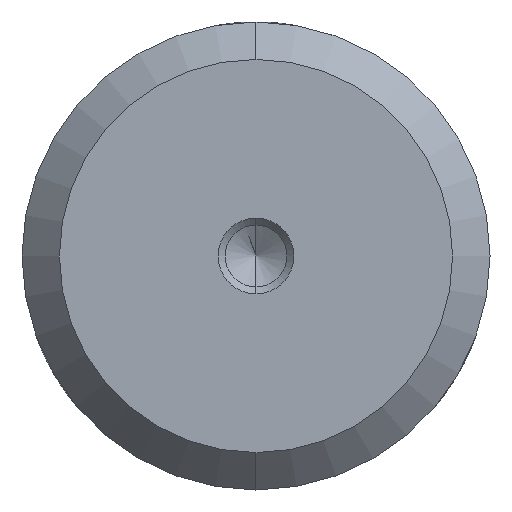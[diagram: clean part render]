
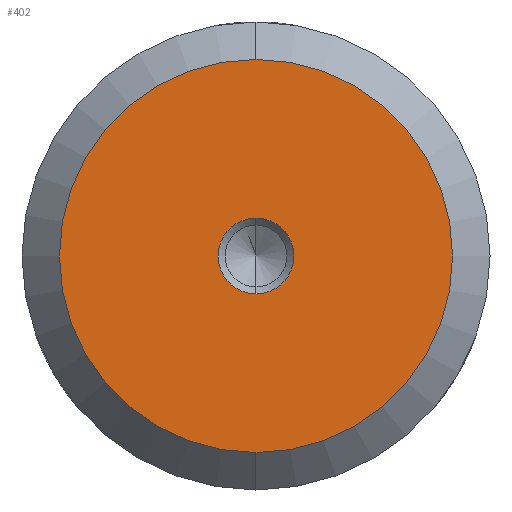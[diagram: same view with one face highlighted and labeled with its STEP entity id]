
A CAD part, front view. The second image highlights one B-rep face of the part: STEP entity #402.
In plain terms, the highlighted planar face has unit normal (0, -1, 0).
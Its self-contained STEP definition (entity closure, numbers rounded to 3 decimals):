
#134 = FACE_OUTER_BOUND ( 'NONE', #834, .T. ) ;
#138 = DIRECTION ( 'NONE',  ( 0., 0., -1. ) ) ;
#155 = DIRECTION ( 'NONE',  ( 0., -1., 0. ) ) ;
#277 = PLANE ( 'NONE',  #956 ) ;
#341 = CIRCLE ( 'NONE', #1605, 2.025 ) ;
#402 = ADVANCED_FACE ( 'NONE', ( #2170, #134 ), #277, .T. ) ;
#407 = ORIENTED_EDGE ( 'NONE', *, *, #1232, .F. ) ;
#476 = DIRECTION ( 'NONE',  ( 0., -1., 0. ) ) ;
#537 = DIRECTION ( 'NONE',  ( 0., -1., 0. ) ) ;
#540 = ORIENTED_EDGE ( 'NONE', *, *, #1301, .T. ) ;
#572 = CARTESIAN_POINT ( 'NONE',  ( 0., 0., 0. ) ) ;
#605 = CIRCLE ( 'NONE', #821, 10.5 ) ;
#666 = DIRECTION ( 'NONE',  ( 0., -1., 0. ) ) ;
#737 = DIRECTION ( 'NONE',  ( 0., 0., -1. ) ) ;
#813 = AXIS2_PLACEMENT_3D ( 'NONE', #1537, #476, #138 ) ;
#821 = AXIS2_PLACEMENT_3D ( 'NONE', #572, #1221, #1581 ) ;
#832 = DIRECTION ( 'NONE',  ( 0., 0., -1. ) ) ;
#834 = EDGE_LOOP ( 'NONE', ( #540, #1047 ) ) ;
#863 = ORIENTED_EDGE ( 'NONE', *, *, #1870, .F. ) ;
#919 = CIRCLE ( 'NONE', #1210, 10.5 ) ;
#956 = AXIS2_PLACEMENT_3D ( 'NONE', #1483, #155, #2014 ) ;
#1047 = ORIENTED_EDGE ( 'NONE', *, *, #1985, .T. ) ;
#1080 = EDGE_LOOP ( 'NONE', ( #863, #407 ) ) ;
#1130 = CARTESIAN_POINT ( 'NONE',  ( 0., 0., -2.025 ) ) ;
#1182 = VERTEX_POINT ( 'NONE', #1130 ) ;
#1184 = CARTESIAN_POINT ( 'NONE',  ( 0., 0., 2.025 ) ) ;
#1210 = AXIS2_PLACEMENT_3D ( 'NONE', #2114, #537, #737 ) ;
#1221 = DIRECTION ( 'NONE',  ( 0., -1., 0. ) ) ;
#1232 = EDGE_CURVE ( 'NONE', #2229, #1182, #341, .T. ) ;
#1301 = EDGE_CURVE ( 'NONE', #1446, #2155, #605, .T. ) ;
#1446 = VERTEX_POINT ( 'NONE', #1626 ) ;
#1483 = CARTESIAN_POINT ( 'NONE',  ( 0., 0., 0. ) ) ;
#1537 = CARTESIAN_POINT ( 'NONE',  ( 0., 0., 0. ) ) ;
#1581 = DIRECTION ( 'NONE',  ( 0., 0., -1. ) ) ;
#1605 = AXIS2_PLACEMENT_3D ( 'NONE', #2020, #666, #832 ) ;
#1626 = CARTESIAN_POINT ( 'NONE',  ( 0., 0., 10.5 ) ) ;
#1817 = CARTESIAN_POINT ( 'NONE',  ( 0., 0., -10.5 ) ) ;
#1870 = EDGE_CURVE ( 'NONE', #1182, #2229, #2150, .T. ) ;
#1985 = EDGE_CURVE ( 'NONE', #2155, #1446, #919, .T. ) ;
#2014 = DIRECTION ( 'NONE',  ( 0., 0., -1. ) ) ;
#2020 = CARTESIAN_POINT ( 'NONE',  ( 0., 0., 0. ) ) ;
#2114 = CARTESIAN_POINT ( 'NONE',  ( 0., 0., 0. ) ) ;
#2150 = CIRCLE ( 'NONE', #813, 2.025 ) ;
#2155 = VERTEX_POINT ( 'NONE', #1817 ) ;
#2170 = FACE_BOUND ( 'NONE', #1080, .T. ) ;
#2229 = VERTEX_POINT ( 'NONE', #1184 ) ;
